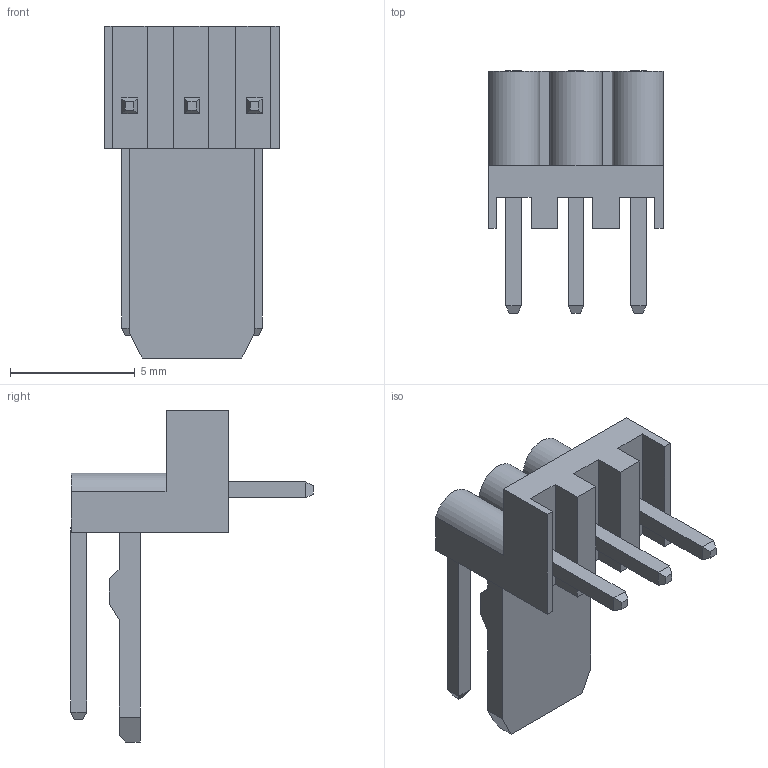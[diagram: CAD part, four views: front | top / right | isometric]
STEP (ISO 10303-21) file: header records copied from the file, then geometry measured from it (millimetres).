
FILE_DESCRIPTION((''),'2;1');
FILE_NAME('022051032','2009-07-31T',('pnb'),(''),'PRO/ENGINEER BY PARAMETRIC TECHNOLOGY CORPORATION, 2003451','PRO/ENGINEER BY PARAMETRIC TECHNOLOGY CORPORATION, 2003451','');
FILE_SCHEMA(('CONFIG_CONTROL_DESIGN'));
Length unit declared in the file: millimetre
Products named in the file (1): 022051032
Bounding box: 7 x 9.72 x 13.3 mm (x, y, z)
Volume: 164 mm3; surface area: 438.1 mm2
Topology: 1 solids, 1 shells, 113 faces, 300 edges, 192 vertices
Faces by surface type: plane 104, cylinder 9
Entity records: 3468 total; most frequent: CARTESIAN_POINT 601, ORIENTED_EDGE 588, DIRECTION 560, EDGE_CURVE 294, VECTOR 270, LINE 270, VERTEX_POINT 186, AXIS2_PLACEMENT_3D 145
